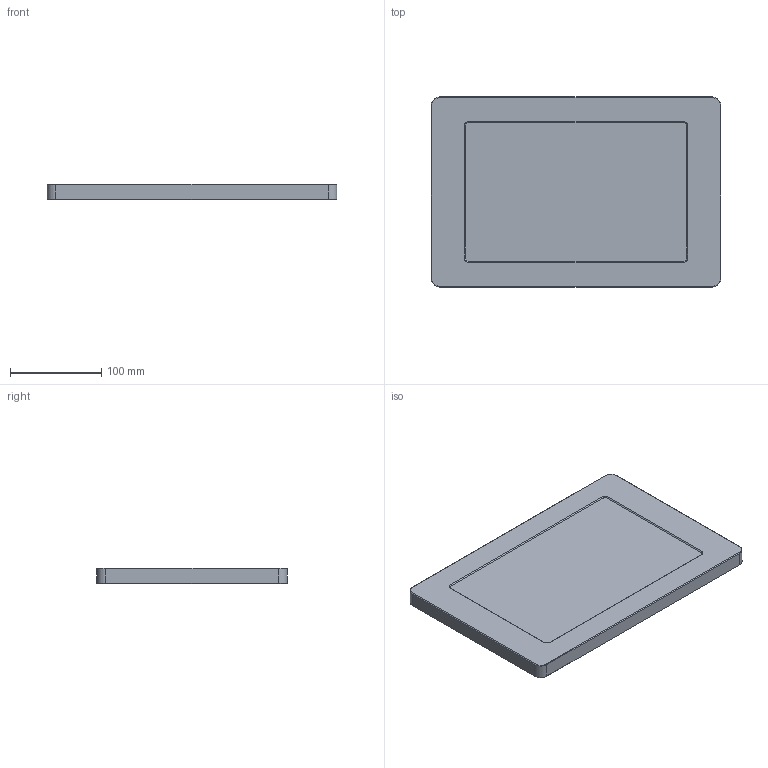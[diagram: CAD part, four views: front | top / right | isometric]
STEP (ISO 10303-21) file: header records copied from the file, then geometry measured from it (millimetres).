
FILE_DESCRIPTION(/* description */ (''),/* implementation_level */ '2;1');
FILE_NAME(/* name */ 'vb_vesa_gta7104.stp',/* time_stamp */ '2021-01-12T11:42:23-05:00',/* author */ ('NickC'),/* organization */ (''),/* preprocessor_version */ 'ST-DEVELOPER v17',/* originating_system */ 'Autodesk Inventor 2019',/* authorisation */ '');
FILE_SCHEMA (('AUTOMOTIVE_DESIGN { 1 0 10303 214 3 1 1 }'));
Length unit declared in the file: inch
Products named in the file (1): Part6
Bounding box: 317.53 x 208.33 x 16.89 mm (x, y, z)
Volume: 1075933.6 mm3; surface area: 149490.3 mm2
Topology: 1 solids, 1 shells, 380 faces, 939 edges, 613 vertices
Faces by surface type: plane 302, cone 42, cylinder 36
Full cylindrical faces by diameter (mm): 2.438 x27, 3.251 x4, 38.1 x1
Entity records: 11485 total; most frequent: CARTESIAN_POINT 1933, ORIENTED_EDGE 1878, DIRECTION 1826, EDGE_CURVE 939, LINE 814, VECTOR 814, VERTEX_POINT 613, AXIS2_PLACEMENT_3D 506
